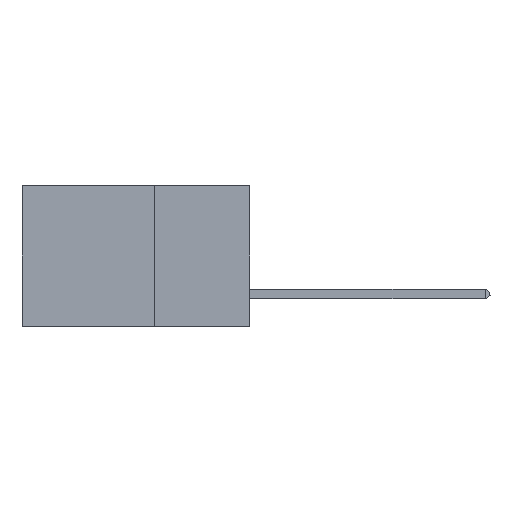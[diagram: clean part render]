
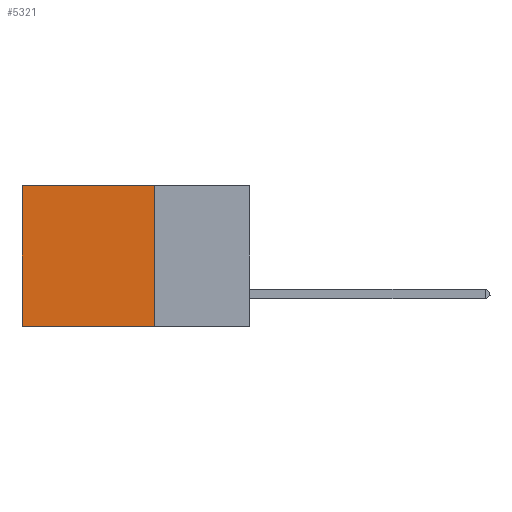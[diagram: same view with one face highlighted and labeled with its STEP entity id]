
A CAD part, left-side view. The second image highlights one B-rep face of the part: STEP entity #5321.
In plain terms, the highlighted planar face has unit normal (-1, 0, 0).
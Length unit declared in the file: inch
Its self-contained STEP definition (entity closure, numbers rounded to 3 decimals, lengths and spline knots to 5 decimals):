
#101 = VERTEX_POINT ( 'NONE', #9496 ) ;
#313 = ORIENTED_EDGE ( 'NONE', *, *, #7652, .T. ) ;
#608 = AXIS2_PLACEMENT_3D ( 'NONE', #8273, #4062, #9264 ) ;
#909 = LINE ( 'NONE', #2851, #2562 ) ;
#912 = CARTESIAN_POINT ( 'NONE',  ( 0.2875, 0.25, -0.37 ) ) ;
#1999 = EDGE_CURVE ( 'NONE', #101, #9359, #2379, .T. ) ;
#2096 = CARTESIAN_POINT ( 'NONE',  ( 0.2875, 0.6, -0.37 ) ) ;
#2183 = ORIENTED_EDGE ( 'NONE', *, *, #1999, .T. ) ;
#2379 = LINE ( 'NONE', #11817, #8605 ) ;
#2562 = VECTOR ( 'NONE', #2764, 39.37008 ) ;
#2682 = VECTOR ( 'NONE', #11337, 39.37008 ) ;
#2764 = DIRECTION ( 'NONE',  ( 0., 0., -1. ) ) ;
#2851 = CARTESIAN_POINT ( 'NONE',  ( 0.2875, 0.25, 0. ) ) ;
#3605 = VECTOR ( 'NONE', #11080, 39.37008 ) ;
#4062 = DIRECTION ( 'NONE',  ( 1., 0., 0. ) ) ;
#4997 = CARTESIAN_POINT ( 'NONE',  ( 0.2875, 0.25, 0. ) ) ;
#5017 = CARTESIAN_POINT ( 'NONE',  ( 0.2875, 0.25, -0.37 ) ) ;
#5208 = ORIENTED_EDGE ( 'NONE', *, *, #5535, .F. ) ;
#5321 = ADVANCED_FACE ( 'NONE', ( #7609 ), #6049, .F. ) ;
#5535 = EDGE_CURVE ( 'NONE', #9161, #9359, #8416, .T. ) ;
#5549 = DIRECTION ( 'NONE',  ( 0., 0., -1. ) ) ;
#5846 = VERTEX_POINT ( 'NONE', #4997 ) ;
#6049 = PLANE ( 'NONE',  #608 ) ;
#6552 = CARTESIAN_POINT ( 'NONE',  ( 0.2875, 0.25, 0. ) ) ;
#7383 = LINE ( 'NONE', #6552, #3605 ) ;
#7609 = FACE_OUTER_BOUND ( 'NONE', #12574, .T. ) ;
#7652 = EDGE_CURVE ( 'NONE', #5846, #101, #7383, .T. ) ;
#8273 = CARTESIAN_POINT ( 'NONE',  ( 0.2875, 0.25, 0. ) ) ;
#8416 = LINE ( 'NONE', #912, #2682 ) ;
#8605 = VECTOR ( 'NONE', #5549, 39.37008 ) ;
#9161 = VERTEX_POINT ( 'NONE', #5017 ) ;
#9264 = DIRECTION ( 'NONE',  ( 0., 0., -1. ) ) ;
#9359 = VERTEX_POINT ( 'NONE', #2096 ) ;
#9444 = ORIENTED_EDGE ( 'NONE', *, *, #9710, .F. ) ;
#9496 = CARTESIAN_POINT ( 'NONE',  ( 0.2875, 0.6, 0. ) ) ;
#9710 = EDGE_CURVE ( 'NONE', #5846, #9161, #909, .T. ) ;
#11080 = DIRECTION ( 'NONE',  ( 0., 1., 0. ) ) ;
#11337 = DIRECTION ( 'NONE',  ( 0., 1., 0. ) ) ;
#11817 = CARTESIAN_POINT ( 'NONE',  ( 0.2875, 0.6, 0. ) ) ;
#12574 = EDGE_LOOP ( 'NONE', ( #2183, #5208, #9444, #313 ) ) ;
